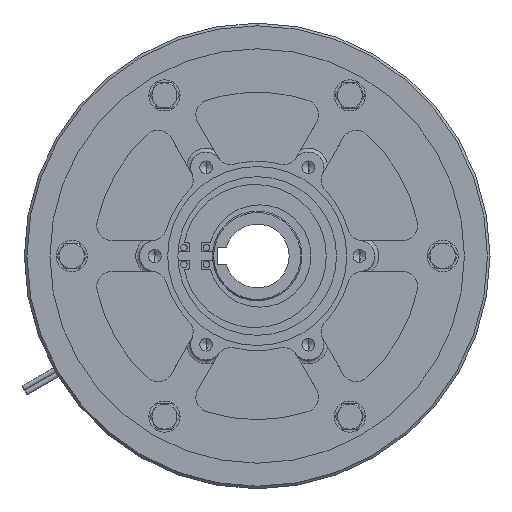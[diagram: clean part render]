
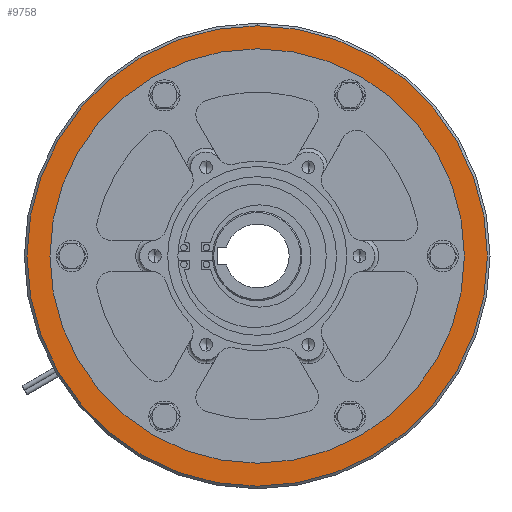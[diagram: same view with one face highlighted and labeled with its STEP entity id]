
A CAD part, left-side view. The second image highlights one B-rep face of the part: STEP entity #9758.
In plain terms, the highlighted planar face has unit normal (-1, 0, 0).
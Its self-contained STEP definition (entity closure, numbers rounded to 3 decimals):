
#700 = VERTEX_POINT ( 'NONE', #13395 ) ;
#832 = DIRECTION ( 'NONE',  ( -1., 0., 0. ) ) ;
#1412 = CARTESIAN_POINT ( 'NONE',  ( -115.5, 0., 0. ) ) ;
#1481 = FACE_BOUND ( 'NONE', #6851, .T. ) ;
#1527 = VERTEX_POINT ( 'NONE', #5738 ) ;
#1805 = AXIS2_PLACEMENT_3D ( 'NONE', #1412, #14385, #5870 ) ;
#2529 = AXIS2_PLACEMENT_3D ( 'NONE', #11362, #4515, #3050 ) ;
#2616 = CIRCLE ( 'NONE', #1805, 81. ) ;
#3020 = CIRCLE ( 'NONE', #16746, 90. ) ;
#3050 = DIRECTION ( 'NONE',  ( 0., 0., -1. ) ) ;
#3803 = CARTESIAN_POINT ( 'NONE',  ( -115.5, 0., 0. ) ) ;
#4515 = DIRECTION ( 'NONE',  ( 1., 0., 0. ) ) ;
#4884 = FACE_OUTER_BOUND ( 'NONE', #13351, .T. ) ;
#5257 = CARTESIAN_POINT ( 'NONE',  ( -115.5, 0., 90. ) ) ;
#5313 = DIRECTION ( 'NONE',  ( 0., 0., 1. ) ) ;
#5314 = DIRECTION ( 'NONE',  ( 0., 0., 1. ) ) ;
#5573 = CIRCLE ( 'NONE', #12914, 81. ) ;
#5738 = CARTESIAN_POINT ( 'NONE',  ( -115.5, 0., -81. ) ) ;
#5870 = DIRECTION ( 'NONE',  ( 0., 0., 1. ) ) ;
#6025 = CARTESIAN_POINT ( 'NONE',  ( -115.5, 0., -90. ) ) ;
#6851 = EDGE_LOOP ( 'NONE', ( #13371, #15785 ) ) ;
#8388 = DIRECTION ( 'NONE',  ( -1., 0., 0. ) ) ;
#9021 = AXIS2_PLACEMENT_3D ( 'NONE', #12558, #8388, #5314 ) ;
#9758 = ADVANCED_FACE ( 'NONE', ( #1481, #4884 ), #11799, .F. ) ;
#10553 = DIRECTION ( 'NONE',  ( -1., 0., 0. ) ) ;
#10803 = EDGE_CURVE ( 'NONE', #1527, #700, #2616, .T. ) ;
#11362 = CARTESIAN_POINT ( 'NONE',  ( -115.5, 0., 0. ) ) ;
#11799 = PLANE ( 'NONE',  #2529 ) ;
#12005 = EDGE_CURVE ( 'NONE', #17014, #18266, #3020, .T. ) ;
#12352 = ORIENTED_EDGE ( 'NONE', *, *, #12005, .T. ) ;
#12558 = CARTESIAN_POINT ( 'NONE',  ( -115.5, 0., 0. ) ) ;
#12914 = AXIS2_PLACEMENT_3D ( 'NONE', #14815, #10553, #14875 ) ;
#12938 = CIRCLE ( 'NONE', #9021, 90. ) ;
#13351 = EDGE_LOOP ( 'NONE', ( #12352, #14188 ) ) ;
#13371 = ORIENTED_EDGE ( 'NONE', *, *, #13897, .F. ) ;
#13395 = CARTESIAN_POINT ( 'NONE',  ( -115.5, 0., 81. ) ) ;
#13897 = EDGE_CURVE ( 'NONE', #700, #1527, #5573, .T. ) ;
#14188 = ORIENTED_EDGE ( 'NONE', *, *, #16666, .T. ) ;
#14385 = DIRECTION ( 'NONE',  ( -1., 0., 0. ) ) ;
#14815 = CARTESIAN_POINT ( 'NONE',  ( -115.5, 0., 0. ) ) ;
#14875 = DIRECTION ( 'NONE',  ( 0., 0., 1. ) ) ;
#15785 = ORIENTED_EDGE ( 'NONE', *, *, #10803, .F. ) ;
#16666 = EDGE_CURVE ( 'NONE', #18266, #17014, #12938, .T. ) ;
#16746 = AXIS2_PLACEMENT_3D ( 'NONE', #3803, #832, #5313 ) ;
#17014 = VERTEX_POINT ( 'NONE', #6025 ) ;
#18266 = VERTEX_POINT ( 'NONE', #5257 ) ;
